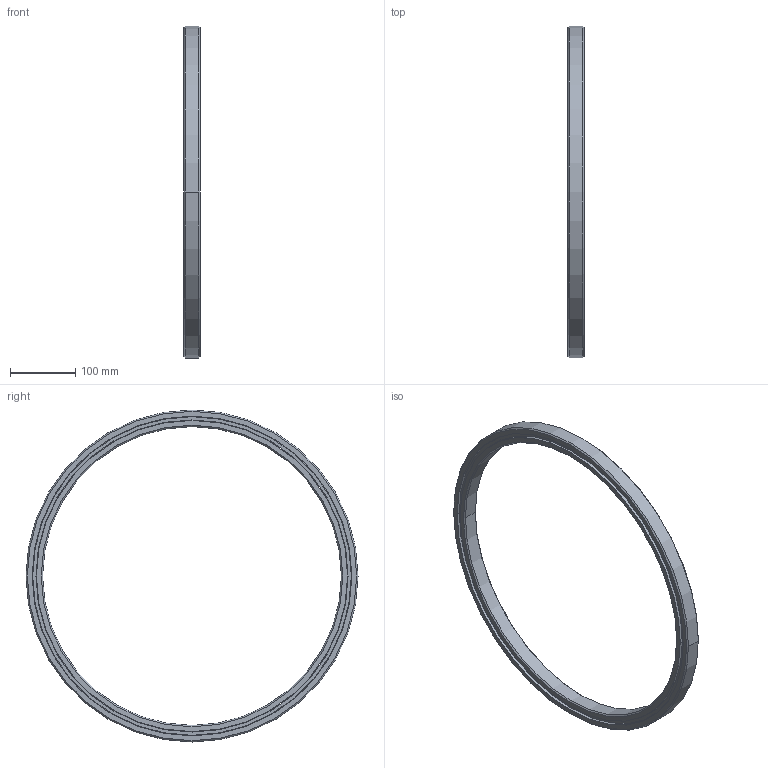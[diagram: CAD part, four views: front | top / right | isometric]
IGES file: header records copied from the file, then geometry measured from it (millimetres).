
Start section: TurboCAD 2024 Platinum 31.0, IMSIDesign, LLC
Global section: author: NULL; organization: NULL; date: 20250117.094130; units: inch
Bounding box: 25.4 x 508 x 508 mm (x, y, z)
Volume: 791652.6 mm3; surface area: 316602.5 mm2
Topology: 79 solids, 79 shells, 354 faces, 1246 edges, 739 vertices
Faces by surface type: cylinder 168, revolution 164, cone 16, extrusion 6
